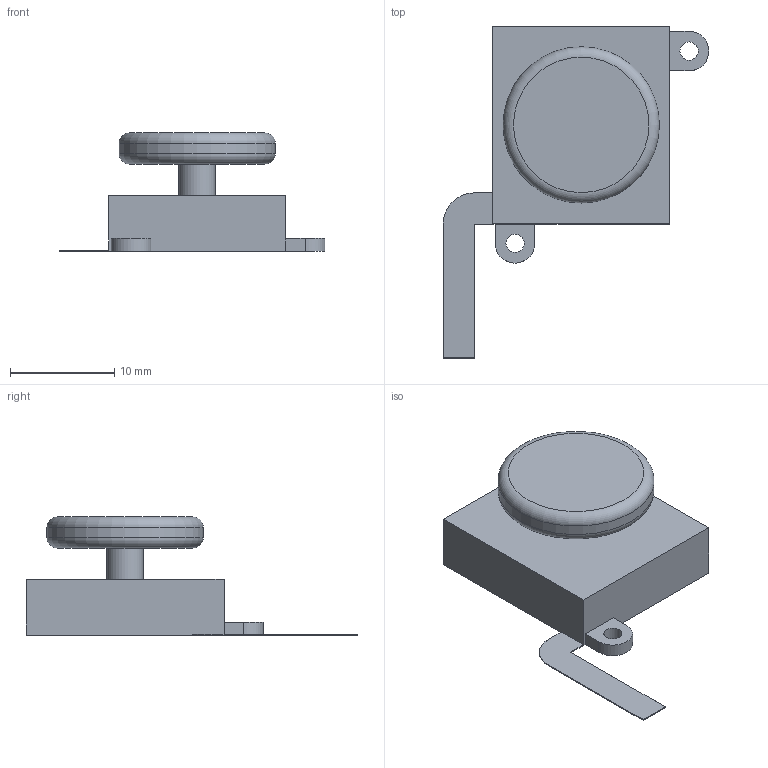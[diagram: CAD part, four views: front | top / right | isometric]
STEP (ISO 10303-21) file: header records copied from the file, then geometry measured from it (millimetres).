
FILE_DESCRIPTION(/* description */ (''),/* implementation_level */ '2;1');
FILE_NAME(/* name */ 'switch_joystick.step',/* time_stamp */ '2020-09-13T22:22:14-06:00',/* author */ (''),/* organization */ (''),/* preprocessor_version */ 'ST-DEVELOPER v18.1',/* originating_system */ 'Autodesk Translation Framework v9.3.0.1241',/* authorisation */ '');
FILE_SCHEMA (('AUTOMOTIVE_DESIGN { 1 0 10303 214 3 1 1 }'));
Length unit declared in the file: millimetre
Products named in the file (1): Switch Joystick
Bounding box: 25.5 x 31.85 x 11.35 mm (x, y, z)
Volume: 2298.3 mm3; surface area: 1673.7 mm2
Topology: 2 solids, 2 shells, 31 faces, 75 edges, 50 vertices
Faces by surface type: plane 22, cylinder 7, torus 2
Full cylindrical faces by diameter (mm): 1.75 x2, 3.5 x1, 15 x1
Entity records: 975 total; most frequent: DIRECTION 159, CARTESIAN_POINT 157, ORIENTED_EDGE 150, EDGE_CURVE 75, LINE 55, VECTOR 55, AXIS2_PLACEMENT_3D 52, VERTEX_POINT 50
